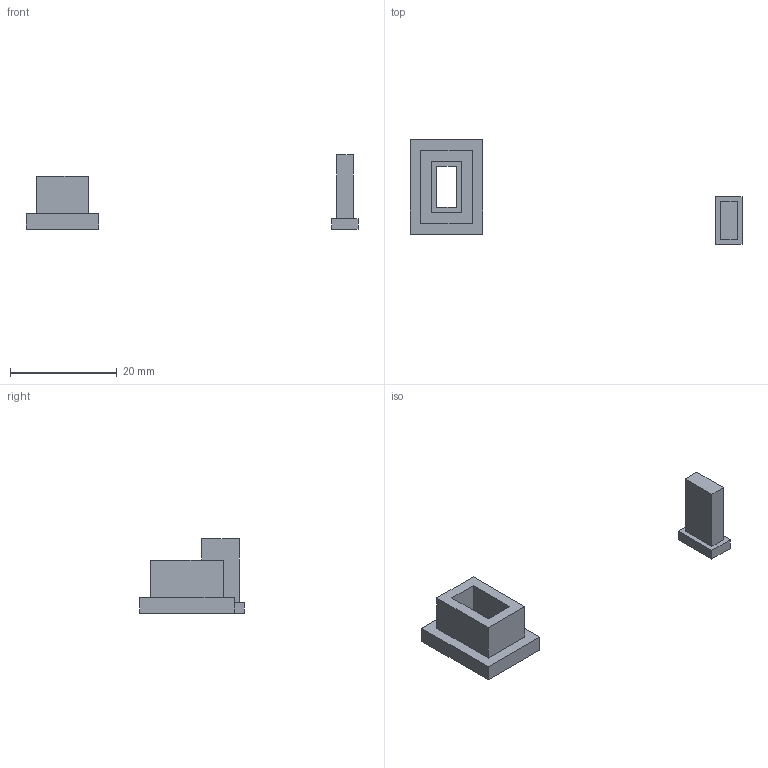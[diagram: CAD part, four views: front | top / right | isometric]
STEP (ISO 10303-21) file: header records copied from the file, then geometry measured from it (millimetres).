
FILE_DESCRIPTION( ( '' ), ' ' );
FILE_NAME( '5d0891d1f276fb182c5767c3.step', '2019-06-18T07:25:06', ( '' ), ( '' ), ' ', ' ', ' ' );
FILE_SCHEMA( ( 'AUTOMOTIVE_DESIGN { 1 0 10303 214 1 1 1 1 }' ) );
Length unit declared in the file: metre
Products named in the file (2): Part 2; Part 1
Bounding box: 62.35 x 19.6 x 14 mm (x, y, z)
Volume: 1536.5 mm3; surface area: 1615.2 mm2
Topology: 2 solids, 2 shells, 31 faces, 72 edges, 48 vertices
Faces by surface type: plane 31
Entity records: 1144 total; most frequent: CARTESIAN_POINT 153, ORIENTED_EDGE 144, DIRECTION 138, EDGE_CURVE 72, LINE 72, VECTOR 72, VERTEX_POINT 48, EDGE_LOOP 36
